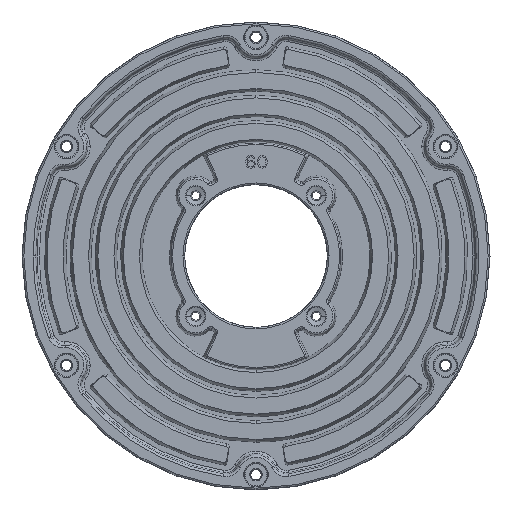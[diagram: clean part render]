
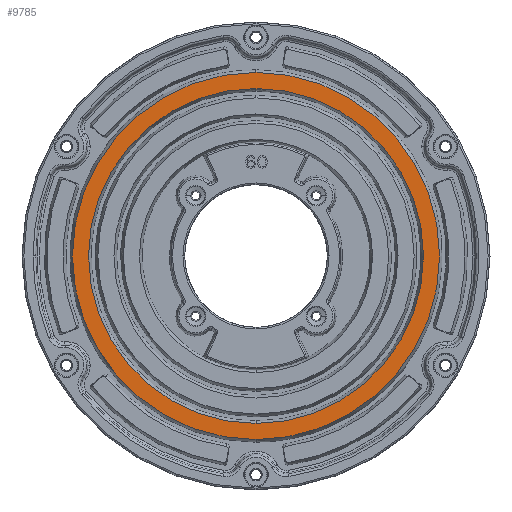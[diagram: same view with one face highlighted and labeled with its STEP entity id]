
A CAD part, top view. The second image highlights one B-rep face of the part: STEP entity #9785.
In plain terms, the highlighted planar face has unit normal (0, 0, 1).
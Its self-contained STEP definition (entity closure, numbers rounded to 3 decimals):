
#341 = ORIENTED_EDGE ( 'NONE', *, *, #18398, .T. ) ;
#1295 = DIRECTION ( 'NONE',  ( 0., 0., 1. ) ) ;
#2758 = FACE_BOUND ( 'NONE', #17341, .T. ) ;
#2919 = CARTESIAN_POINT ( 'NONE',  ( 0., -65.834, 4.4 ) ) ;
#3752 = CARTESIAN_POINT ( 'NONE',  ( 0., 65.834, 4.4 ) ) ;
#5557 = VERTEX_POINT ( 'NONE', #3752 ) ;
#6270 = DIRECTION ( 'NONE',  ( 0., 0., -1. ) ) ;
#6545 = DIRECTION ( 'NONE',  ( -1., 0., 0. ) ) ;
#9785 = ADVANCED_FACE ( 'NONE', ( #39444, #2758 ), #19080, .T. ) ;
#12095 = VERTEX_POINT ( 'NONE', #20257 ) ;
#12396 = CARTESIAN_POINT ( 'NONE',  ( 0., 0., 4.4 ) ) ;
#12910 = CIRCLE ( 'NONE', #42836, 72.166 ) ;
#13116 = EDGE_CURVE ( 'NONE', #25239, #5557, #34759, .T. ) ;
#13719 = ORIENTED_EDGE ( 'NONE', *, *, #50324, .T. ) ;
#15075 = DIRECTION ( 'NONE',  ( 1., 0., 0. ) ) ;
#16247 = ORIENTED_EDGE ( 'NONE', *, *, #13116, .T. ) ;
#17341 = EDGE_LOOP ( 'NONE', ( #16247, #28990 ) ) ;
#17615 = DIRECTION ( 'NONE',  ( -1., 0., 0. ) ) ;
#18398 = EDGE_CURVE ( 'NONE', #12095, #22940, #42912, .T. ) ;
#19080 = PLANE ( 'NONE',  #34853 ) ;
#19827 = AXIS2_PLACEMENT_3D ( 'NONE', #37966, #1295, #17615 ) ;
#20257 = CARTESIAN_POINT ( 'NONE',  ( 0., -72.166, 4.4 ) ) ;
#22335 = CIRCLE ( 'NONE', #52254, 65.834 ) ;
#22608 = DIRECTION ( 'NONE',  ( -1., 0., 0. ) ) ;
#22940 = VERTEX_POINT ( 'NONE', #29061 ) ;
#25239 = VERTEX_POINT ( 'NONE', #2919 ) ;
#26910 = CARTESIAN_POINT ( 'NONE',  ( 0., 0., 4.4 ) ) ;
#28738 = DIRECTION ( 'NONE',  ( 0., 0., 1. ) ) ;
#28990 = ORIENTED_EDGE ( 'NONE', *, *, #43259, .T. ) ;
#29061 = CARTESIAN_POINT ( 'NONE',  ( 0., 72.166, 4.4 ) ) ;
#34759 = CIRCLE ( 'NONE', #52640, 65.834 ) ;
#34853 = AXIS2_PLACEMENT_3D ( 'NONE', #35422, #51750, #15075 ) ;
#35422 = CARTESIAN_POINT ( 'NONE',  ( 0., 0., 4.4 ) ) ;
#37966 = CARTESIAN_POINT ( 'NONE',  ( 0., 0., 4.4 ) ) ;
#39444 = FACE_OUTER_BOUND ( 'NONE', #44510, .T. ) ;
#42836 = AXIS2_PLACEMENT_3D ( 'NONE', #12396, #28738, #45038 ) ;
#42912 = CIRCLE ( 'NONE', #19827, 72.166 ) ;
#42960 = CARTESIAN_POINT ( 'NONE',  ( 0., 0., 4.4 ) ) ;
#43243 = DIRECTION ( 'NONE',  ( 0., 0., -1. ) ) ;
#43259 = EDGE_CURVE ( 'NONE', #5557, #25239, #22335, .T. ) ;
#44510 = EDGE_LOOP ( 'NONE', ( #13719, #341 ) ) ;
#45038 = DIRECTION ( 'NONE',  ( -1., 0., 0. ) ) ;
#50324 = EDGE_CURVE ( 'NONE', #22940, #12095, #12910, .T. ) ;
#51750 = DIRECTION ( 'NONE',  ( 0., 0., 1. ) ) ;
#52254 = AXIS2_PLACEMENT_3D ( 'NONE', #42960, #6270, #22608 ) ;
#52640 = AXIS2_PLACEMENT_3D ( 'NONE', #26910, #43243, #6545 ) ;
